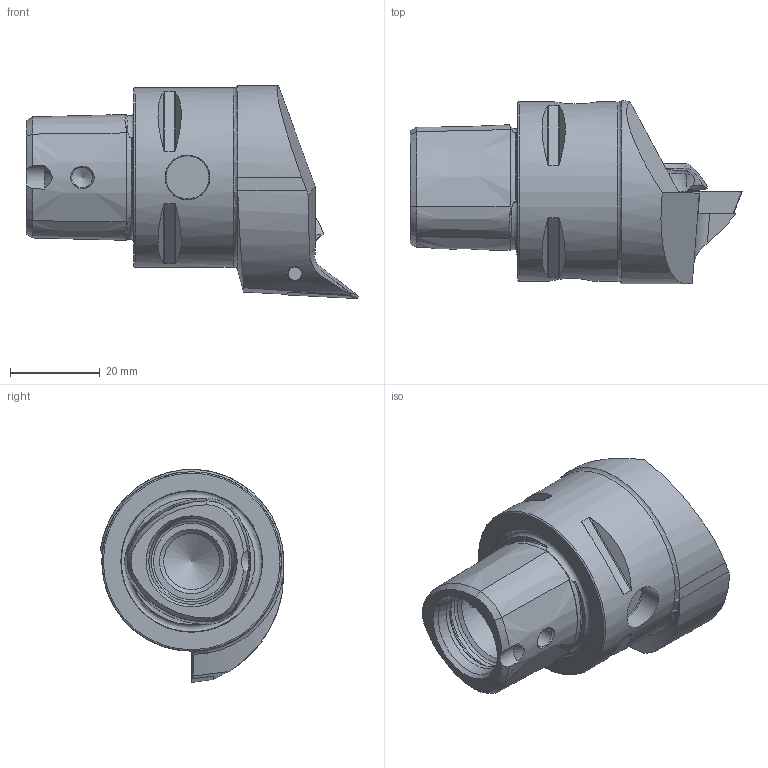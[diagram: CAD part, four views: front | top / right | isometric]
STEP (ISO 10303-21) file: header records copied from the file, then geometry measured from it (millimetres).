
FILE_DESCRIPTION (( 'STEP AP214' ), '1' );
FILE_NAME ('PS4.KVB.RJA.050-HP.STEP', '2026-01-21T14:24:01', ( '' ), ( '' ), 'SwSTEP 2.0', 'SolidWorks 2022', '' );
FILE_SCHEMA (( 'AUTOMOTIVE_DESIGN' ));
Length unit declared in the file: millimetre
Products named in the file (11): DIN 3771 - 13x1; WCB-ER2.001.009_A; PS4.KVB.RJA.050-HP; DIN 7991 - M5x18; CHP-PCX.000.022_B; CHP-PCX.000.022_Düse; ISO 8752 2x8; VCMT160404; CHP-ER1.008.011_A; DIN 3771 - 6.5x1.5; PS4-KVB.RJA.050-HP_A_Fertigbearbeitung
Assembly tree (10 placements, depth 3):
  PS4.KVB.RJA.050-HP
    PS4-KVB.RJA.050-HP_A_Fertigbearbeitung
    WCB-ER2.001.009_A
    VCMT160404
    CHP-PCX.000.022_Düse
      CHP-PCX.000.022_B
      DIN 3771 - 13x1
      DIN 3771 - 6.5x1.5
      DIN 7991 - M5x18
    CHP-ER1.008.011_A
    ISO 8752 2x8
Bounding box: 74 x 40.85 x 47.5 mm (x, y, z)
Volume: 46664.6 mm3; surface area: 16058.5 mm2
Topology: 10 solids, 10 shells, 383 faces, 952 edges, 590 vertices
Faces by surface type: plane 105, cylinder 94, cone 88, bspline 53, torus 42, sphere 1
Full cylindrical faces by diameter (mm): 2 x1, 3 x1, 3.3 x2, 4 x1, 4.2 x2, 4.4 x1, 4.6 x2, 5 x3, 5.25 x1, 5.3 x1, 5.5 x1, 6.1 x1, 7 x1, 8 x1, 10 x2, 12.5 x1, 13 x1, 13.4 x1, 14.85 x2, 15 x1, 18 x2, 20 x1, 40 x1
Entity records: 15536 total; most frequent: CARTESIAN_POINT 6771, ORIENTED_EDGE 1680, DIRECTION 1462, EDGE_CURVE 840, AXIS2_PLACEMENT_3D 610, VERTEX_POINT 562, EDGE_LOOP 484, FACE_OUTER_BOUND 424
